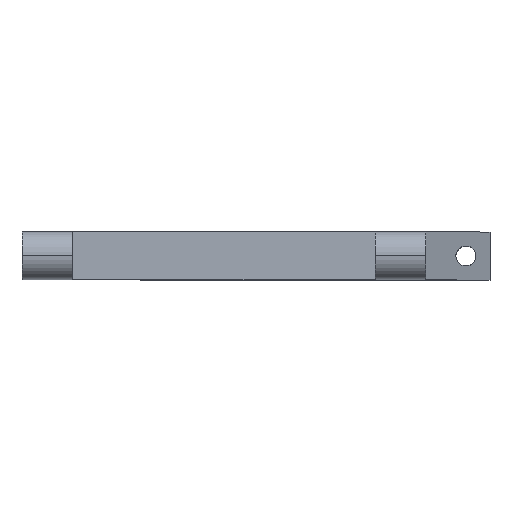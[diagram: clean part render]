
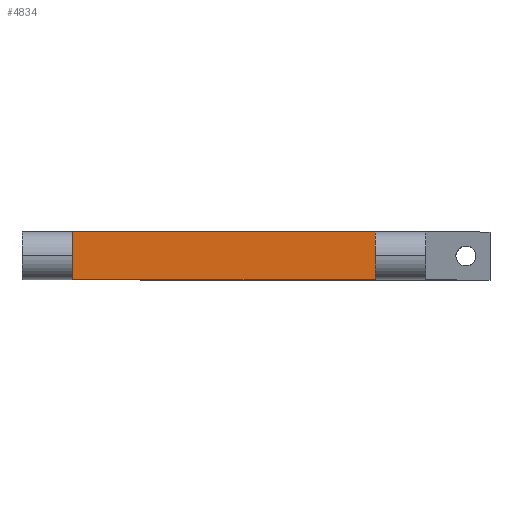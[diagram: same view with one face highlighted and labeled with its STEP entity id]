
A CAD part, top view. The second image highlights one B-rep face of the part: STEP entity #4834.
In plain terms, the highlighted planar face has unit normal (0, 0, 1).
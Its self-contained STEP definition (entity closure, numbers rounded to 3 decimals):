
#300 = LINE ( 'NONE', #7926, #3461 ) ;
#606 = DIRECTION ( 'NONE',  ( 0., -1., 0. ) ) ;
#925 = CARTESIAN_POINT ( 'NONE',  ( 0., 19.05, 102.95 ) ) ;
#1003 = VERTEX_POINT ( 'NONE', #6739 ) ;
#1014 = CARTESIAN_POINT ( 'NONE',  ( 130., 19.05, 102.95 ) ) ;
#1583 = FACE_OUTER_BOUND ( 'NONE', #3760, .T. ) ;
#1663 = DIRECTION ( 'NONE',  ( 0., 0., -1. ) ) ;
#1874 = CARTESIAN_POINT ( 'NONE',  ( 130., 19.05, 102.95 ) ) ;
#1894 = VERTEX_POINT ( 'NONE', #7787 ) ;
#2264 = VECTOR ( 'NONE', #606, 1000. ) ;
#2341 = EDGE_CURVE ( 'NONE', #1003, #1894, #2567, .T. ) ;
#2567 = LINE ( 'NONE', #3929, #5942 ) ;
#2853 = DIRECTION ( 'NONE',  ( 0., -1., 0. ) ) ;
#2931 = AXIS2_PLACEMENT_3D ( 'NONE', #925, #1663, #6007 ) ;
#3042 = ORIENTED_EDGE ( 'NONE', *, *, #4248, .F. ) ;
#3298 = EDGE_CURVE ( 'NONE', #7498, #1894, #5022, .T. ) ;
#3428 = CARTESIAN_POINT ( 'NONE',  ( 10., 19.05, 102.95 ) ) ;
#3461 = VECTOR ( 'NONE', #4009, 1000. ) ;
#3563 = CARTESIAN_POINT ( 'NONE',  ( 10., 19.05, 102.95 ) ) ;
#3718 = VERTEX_POINT ( 'NONE', #3563 ) ;
#3760 = EDGE_LOOP ( 'NONE', ( #4057, #4684, #3042, #8016 ) ) ;
#3929 = CARTESIAN_POINT ( 'NONE',  ( 0., 0., 102.95 ) ) ;
#4009 = DIRECTION ( 'NONE',  ( 1., 0., 0. ) ) ;
#4057 = ORIENTED_EDGE ( 'NONE', *, *, #2341, .T. ) ;
#4213 = EDGE_CURVE ( 'NONE', #3718, #1003, #5914, .T. ) ;
#4248 = EDGE_CURVE ( 'NONE', #3718, #7498, #300, .T. ) ;
#4684 = ORIENTED_EDGE ( 'NONE', *, *, #3298, .F. ) ;
#4779 = VECTOR ( 'NONE', #2853, 1000. ) ;
#4834 = ADVANCED_FACE ( 'NONE', ( #1583 ), #7277, .F. ) ;
#5022 = LINE ( 'NONE', #1874, #2264 ) ;
#5914 = LINE ( 'NONE', #3428, #4779 ) ;
#5942 = VECTOR ( 'NONE', #6435, 1000. ) ;
#6007 = DIRECTION ( 'NONE',  ( -1., 0., 0. ) ) ;
#6435 = DIRECTION ( 'NONE',  ( 1., 0., 0. ) ) ;
#6739 = CARTESIAN_POINT ( 'NONE',  ( 10., 0., 102.95 ) ) ;
#7277 = PLANE ( 'NONE',  #2931 ) ;
#7498 = VERTEX_POINT ( 'NONE', #1014 ) ;
#7787 = CARTESIAN_POINT ( 'NONE',  ( 130., 0., 102.95 ) ) ;
#7926 = CARTESIAN_POINT ( 'NONE',  ( 0., 19.05, 102.95 ) ) ;
#8016 = ORIENTED_EDGE ( 'NONE', *, *, #4213, .T. ) ;
